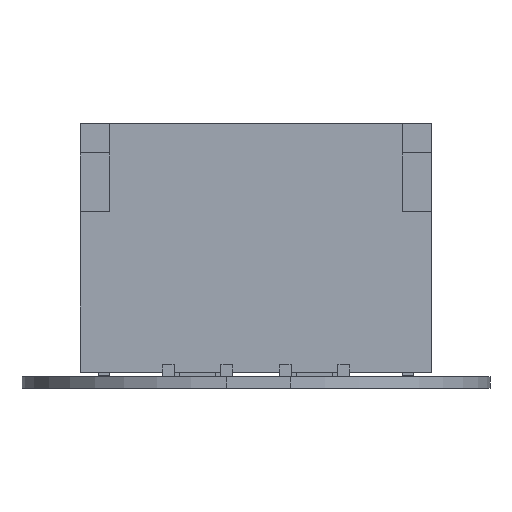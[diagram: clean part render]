
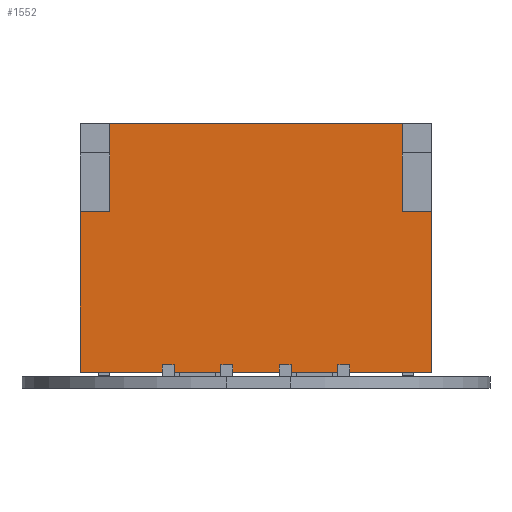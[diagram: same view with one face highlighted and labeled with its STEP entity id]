
A CAD part, front view. The second image highlights one B-rep face of the part: STEP entity #1552.
In plain terms, the highlighted face is planar.
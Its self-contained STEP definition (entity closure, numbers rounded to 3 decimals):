
#1043 = VERTEX_POINT('',#1044);
#1044 = CARTESIAN_POINT('',(-3.,0.,2.2));
#1052 = EDGE_CURVE('',#1053,#1043,#1055,.T.);
#1053 = VERTEX_POINT('',#1054);
#1054 = CARTESIAN_POINT('',(-3.,2.75,2.2));
#1055 = LINE('',#1056,#1057);
#1056 = CARTESIAN_POINT('',(-3.,0.,2.2));
#1057 = VECTOR('',#1058,1.);
#1058 = DIRECTION('',(-0.,-1.,-0.));
#1131 = VERTEX_POINT('',#1132);
#1132 = CARTESIAN_POINT('',(-2.5,4.25,2.2));
#1140 = EDGE_CURVE('',#1141,#1131,#1143,.T.);
#1141 = VERTEX_POINT('',#1142);
#1142 = CARTESIAN_POINT('',(2.5,4.25,2.2));
#1143 = LINE('',#1144,#1145);
#1144 = CARTESIAN_POINT('',(-3.,4.25,2.2));
#1145 = VECTOR('',#1146,1.);
#1146 = DIRECTION('',(-1.,0.,-0.));
#1319 = VERTEX_POINT('',#1320);
#1320 = CARTESIAN_POINT('',(3.,2.75,2.2));
#1326 = EDGE_CURVE('',#1327,#1319,#1329,.T.);
#1327 = VERTEX_POINT('',#1328);
#1328 = CARTESIAN_POINT('',(3.,0.,2.2));
#1329 = LINE('',#1330,#1331);
#1330 = CARTESIAN_POINT('',(3.,0.,2.2));
#1331 = VECTOR('',#1332,1.);
#1332 = DIRECTION('',(0.,1.,0.));
#1437 = EDGE_CURVE('',#1043,#1327,#1438,.T.);
#1438 = LINE('',#1439,#1440);
#1439 = CARTESIAN_POINT('',(3.,0.,2.2));
#1440 = VECTOR('',#1441,1.);
#1441 = DIRECTION('',(1.,0.,-0.));
#1552 = ADVANCED_FACE('',(#1553),#1587,.T.);
#1553 = FACE_BOUND('',#1554,.T.);
#1554 = EDGE_LOOP('',(#1555,#1556,#1557,#1565,#1571,#1572,#1580,#1586));
#1555 = ORIENTED_EDGE('',*,*,#1437,.T.);
#1556 = ORIENTED_EDGE('',*,*,#1326,.T.);
#1557 = ORIENTED_EDGE('',*,*,#1558,.T.);
#1558 = EDGE_CURVE('',#1319,#1559,#1561,.T.);
#1559 = VERTEX_POINT('',#1560);
#1560 = CARTESIAN_POINT('',(2.5,2.75,2.2));
#1561 = LINE('',#1562,#1563);
#1562 = CARTESIAN_POINT('',(-3.,2.75,2.2));
#1563 = VECTOR('',#1564,1.);
#1564 = DIRECTION('',(-1.,-0.,0.));
#1565 = ORIENTED_EDGE('',*,*,#1566,.T.);
#1566 = EDGE_CURVE('',#1559,#1141,#1567,.T.);
#1567 = LINE('',#1568,#1569);
#1568 = CARTESIAN_POINT('',(2.5,0.,2.2));
#1569 = VECTOR('',#1570,1.);
#1570 = DIRECTION('',(0.,1.,0.));
#1571 = ORIENTED_EDGE('',*,*,#1140,.T.);
#1572 = ORIENTED_EDGE('',*,*,#1573,.T.);
#1573 = EDGE_CURVE('',#1131,#1574,#1576,.T.);
#1574 = VERTEX_POINT('',#1575);
#1575 = CARTESIAN_POINT('',(-2.5,2.75,2.2));
#1576 = LINE('',#1577,#1578);
#1577 = CARTESIAN_POINT('',(-2.5,0.,2.2));
#1578 = VECTOR('',#1579,1.);
#1579 = DIRECTION('',(-0.,-1.,-0.));
#1580 = ORIENTED_EDGE('',*,*,#1581,.T.);
#1581 = EDGE_CURVE('',#1574,#1053,#1582,.T.);
#1582 = LINE('',#1583,#1584);
#1583 = CARTESIAN_POINT('',(-3.,2.75,2.2));
#1584 = VECTOR('',#1585,1.);
#1585 = DIRECTION('',(-1.,-0.,0.));
#1586 = ORIENTED_EDGE('',*,*,#1052,.T.);
#1587 = PLANE('',#1588);
#1588 = AXIS2_PLACEMENT_3D('',#1589,#1590,#1591);
#1589 = CARTESIAN_POINT('',(-3.,0.,2.2));
#1590 = DIRECTION('',(0.,-0.,1.));
#1591 = DIRECTION('',(1.,0.,0.));
